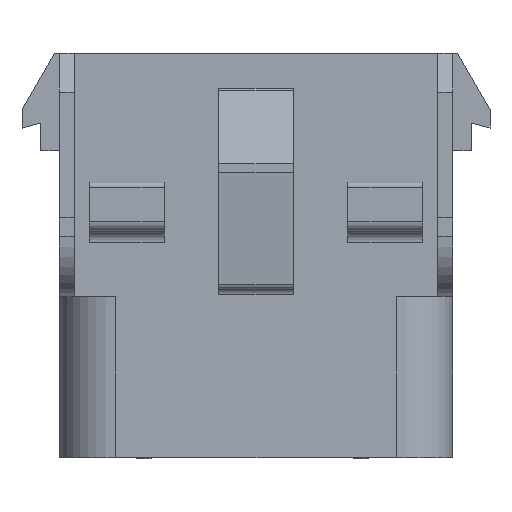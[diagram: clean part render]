
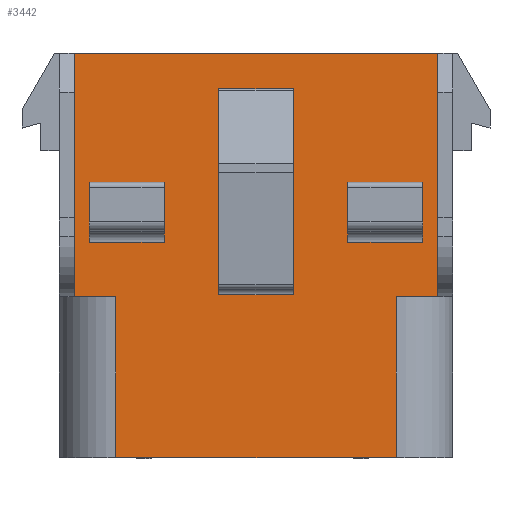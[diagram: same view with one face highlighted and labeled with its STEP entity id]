
A CAD part, left-side view. The second image highlights one B-rep face of the part: STEP entity #3442.
In plain terms, the highlighted planar face has unit normal (-1, 0, 0).
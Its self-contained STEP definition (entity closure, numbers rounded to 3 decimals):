
#84=DIRECTION('',(0.,-1.,0.));
#85=VECTOR('',#84,24.638);
#86=CARTESIAN_POINT('',(-3.81,12.319,0.));
#87=LINE('',#86,#85);
#473=DIRECTION('',(0.,0.,-1.));
#474=VECTOR('',#473,16.51);
#475=CARTESIAN_POINT('',(-3.81,-12.319,0.));
#476=LINE('',#475,#474);
#477=DIRECTION('',(0.,0.,-1.));
#478=VECTOR('',#477,10.922);
#479=CARTESIAN_POINT('',(-3.81,9.525,-16.51));
#480=LINE('',#479,#478);
#481=DIRECTION('',(0.,0.,-1.));
#482=VECTOR('',#481,16.51);
#483=CARTESIAN_POINT('',(-3.81,12.319,0.));
#484=LINE('',#483,#482);
#485=DIRECTION('',(0.,0.,-1.));
#486=VECTOR('',#485,2.032);
#487=CARTESIAN_POINT('',(-3.81,-11.303,-10.795));
#488=LINE('',#487,#486);
#489=DIRECTION('',(0.,1.,0.));
#490=VECTOR('',#489,5.08);
#491=CARTESIAN_POINT('',(-3.81,-11.303,-10.795));
#492=LINE('',#491,#490);
#493=DIRECTION('',(0.,0.,-1.));
#494=VECTOR('',#493,2.032);
#495=CARTESIAN_POINT('',(-3.81,-6.223,-10.795));
#496=LINE('',#495,#494);
#497=DIRECTION('',(0.,1.,0.));
#498=VECTOR('',#497,5.08);
#499=CARTESIAN_POINT('',(-3.81,-11.303,-12.827));
#500=LINE('',#499,#498);
#501=DIRECTION('',(0.,0.,1.));
#502=VECTOR('',#501,2.032);
#503=CARTESIAN_POINT('',(-3.81,11.303,-12.827));
#504=LINE('',#503,#502);
#505=DIRECTION('',(0.,1.,0.));
#506=VECTOR('',#505,5.08);
#507=CARTESIAN_POINT('',(-3.81,6.223,-12.827));
#508=LINE('',#507,#506);
#509=DIRECTION('',(0.,0.,1.));
#510=VECTOR('',#509,2.032);
#511=CARTESIAN_POINT('',(-3.81,6.223,-12.827));
#512=LINE('',#511,#510);
#513=DIRECTION('',(0.,1.,0.));
#514=VECTOR('',#513,5.08);
#515=CARTESIAN_POINT('',(-3.81,6.223,-10.795));
#516=LINE('',#515,#514);
#517=DIRECTION('',(0.,0.,-1.));
#518=VECTOR('',#517,2.159);
#519=CARTESIAN_POINT('',(-3.81,-2.54,-14.224));
#520=LINE('',#519,#518);
#521=DIRECTION('',(0.,1.,0.));
#522=VECTOR('',#521,5.08);
#523=CARTESIAN_POINT('',(-3.81,-2.54,-14.224));
#524=LINE('',#523,#522);
#525=DIRECTION('',(0.,0.,-1.));
#526=VECTOR('',#525,2.159);
#527=CARTESIAN_POINT('',(-3.81,2.54,-14.224));
#528=LINE('',#527,#526);
#529=DIRECTION('',(0.,1.,0.));
#530=VECTOR('',#529,5.08);
#531=CARTESIAN_POINT('',(-3.81,-2.54,-16.383));
#532=LINE('',#531,#530);
#603=DIRECTION('',(0.,-1.,0.));
#604=VECTOR('',#603,2.794);
#605=CARTESIAN_POINT('',(-3.81,12.319,-16.51));
#606=LINE('',#605,#604);
#637=DIRECTION('',(0.,-1.,0.));
#638=VECTOR('',#637,2.794);
#639=CARTESIAN_POINT('',(-3.81,-9.525,-16.51));
#640=LINE('',#639,#638);
#698=DIRECTION('',(0.,-1.,0.));
#699=VECTOR('',#698,19.05);
#700=CARTESIAN_POINT('',(-3.81,9.525,-27.432));
#701=LINE('',#700,#699);
#844=DIRECTION('',(0.,0.,-1.));
#845=VECTOR('',#844,10.922);
#846=CARTESIAN_POINT('',(-3.81,-9.525,-16.51));
#847=LINE('',#846,#845);
#2276=CARTESIAN_POINT('',(-3.81,9.525,-27.432));
#2277=CARTESIAN_POINT('',(-3.81,-9.525,-27.432));
#2278=VERTEX_POINT('',#2276);
#2279=VERTEX_POINT('',#2277);
#2324=CARTESIAN_POINT('',(-3.81,12.319,0.));
#2325=CARTESIAN_POINT('',(-3.81,12.319,-16.51));
#2326=VERTEX_POINT('',#2324);
#2327=VERTEX_POINT('',#2325);
#2332=CARTESIAN_POINT('',(-3.81,9.525,-16.51));
#2333=VERTEX_POINT('',#2332);
#2382=CARTESIAN_POINT('',(-3.81,-12.319,0.));
#2383=CARTESIAN_POINT('',(-3.81,-12.319,-16.51));
#2384=VERTEX_POINT('',#2382);
#2385=VERTEX_POINT('',#2383);
#2390=CARTESIAN_POINT('',(-3.81,-9.525,-16.51));
#2391=VERTEX_POINT('',#2390);
#2400=CARTESIAN_POINT('',(-3.81,-11.303,-10.795));
#2401=CARTESIAN_POINT('',(-3.81,-11.303,-12.827));
#2402=VERTEX_POINT('',#2400);
#2403=VERTEX_POINT('',#2401);
#2404=CARTESIAN_POINT('',(-3.81,-6.223,-10.795));
#2405=CARTESIAN_POINT('',(-3.81,-6.223,-12.827));
#2406=VERTEX_POINT('',#2404);
#2407=VERTEX_POINT('',#2405);
#2488=CARTESIAN_POINT('',(-3.81,11.303,-12.827));
#2489=CARTESIAN_POINT('',(-3.81,11.303,-10.795));
#2490=VERTEX_POINT('',#2488);
#2491=VERTEX_POINT('',#2489);
#2492=CARTESIAN_POINT('',(-3.81,6.223,-12.827));
#2493=CARTESIAN_POINT('',(-3.81,6.223,-10.795));
#2494=VERTEX_POINT('',#2492);
#2495=VERTEX_POINT('',#2493);
#2672=CARTESIAN_POINT('',(-3.81,-2.54,-14.224));
#2673=CARTESIAN_POINT('',(-3.81,-2.54,-16.383));
#2674=VERTEX_POINT('',#2672);
#2675=VERTEX_POINT('',#2673);
#2676=CARTESIAN_POINT('',(-3.81,2.54,-14.224));
#2677=CARTESIAN_POINT('',(-3.81,2.54,-16.383));
#2678=VERTEX_POINT('',#2676);
#2679=VERTEX_POINT('',#2677);
#3391=CARTESIAN_POINT('',(-3.81,13.335,0.));
#3392=DIRECTION('',(-1.,0.,0.));
#3393=DIRECTION('',(0.,-1.,0.));
#3394=AXIS2_PLACEMENT_3D('',#3391,#3392,#3393);
#3395=PLANE('',#3394);
#3397=ORIENTED_EDGE('',*,*,#3396,.T.);
#3399=ORIENTED_EDGE('',*,*,#3398,.F.);
#3401=ORIENTED_EDGE('',*,*,#3400,.T.);
#3403=ORIENTED_EDGE('',*,*,#3402,.F.);
#3405=ORIENTED_EDGE('',*,*,#3404,.F.);
#3407=ORIENTED_EDGE('',*,*,#3406,.F.);
#3408=ORIENTED_EDGE('',*,*,#3355,.F.);
#3409=ORIENTED_EDGE('',*,*,#2979,.T.);
#3410=EDGE_LOOP('',(#3397,#3399,#3401,#3403,#3405,#3407,#3408,#3409));
#3411=FACE_OUTER_BOUND('',#3410,.F.);
#3413=ORIENTED_EDGE('',*,*,#3412,.F.);
#3415=ORIENTED_EDGE('',*,*,#3414,.T.);
#3417=ORIENTED_EDGE('',*,*,#3416,.T.);
#3419=ORIENTED_EDGE('',*,*,#3418,.F.);
#3420=EDGE_LOOP('',(#3413,#3415,#3417,#3419));
#3421=FACE_BOUND('',#3420,.F.);
#3423=ORIENTED_EDGE('',*,*,#3422,.F.);
#3425=ORIENTED_EDGE('',*,*,#3424,.F.);
#3427=ORIENTED_EDGE('',*,*,#3426,.T.);
#3429=ORIENTED_EDGE('',*,*,#3428,.T.);
#3430=EDGE_LOOP('',(#3423,#3425,#3427,#3429));
#3431=FACE_BOUND('',#3430,.F.);
#3433=ORIENTED_EDGE('',*,*,#3432,.F.);
#3435=ORIENTED_EDGE('',*,*,#3434,.T.);
#3437=ORIENTED_EDGE('',*,*,#3436,.T.);
#3439=ORIENTED_EDGE('',*,*,#3438,.F.);
#3440=EDGE_LOOP('',(#3433,#3435,#3437,#3439));
#3441=FACE_BOUND('',#3440,.F.);
#3442=ADVANCED_FACE('',(#3411,#3421,#3431,#3441),#3395,.T.);
#2979=EDGE_CURVE('',#2326,#2384,#87,.T.);
#3355=EDGE_CURVE('',#2326,#2327,#484,.T.);
#3396=EDGE_CURVE('',#2384,#2385,#476,.T.);
#3398=EDGE_CURVE('',#2391,#2385,#640,.T.);
#3400=EDGE_CURVE('',#2391,#2279,#847,.T.);
#3402=EDGE_CURVE('',#2278,#2279,#701,.T.);
#3404=EDGE_CURVE('',#2333,#2278,#480,.T.);
#3406=EDGE_CURVE('',#2327,#2333,#606,.T.);
#3412=EDGE_CURVE('',#2402,#2403,#488,.T.);
#3414=EDGE_CURVE('',#2402,#2406,#492,.T.);
#3416=EDGE_CURVE('',#2406,#2407,#496,.T.);
#3418=EDGE_CURVE('',#2403,#2407,#500,.T.);
#3422=EDGE_CURVE('',#2490,#2491,#504,.T.);
#3424=EDGE_CURVE('',#2494,#2490,#508,.T.);
#3426=EDGE_CURVE('',#2494,#2495,#512,.T.);
#3428=EDGE_CURVE('',#2495,#2491,#516,.T.);
#3432=EDGE_CURVE('',#2674,#2675,#520,.T.);
#3434=EDGE_CURVE('',#2674,#2678,#524,.T.);
#3436=EDGE_CURVE('',#2678,#2679,#528,.T.);
#3438=EDGE_CURVE('',#2675,#2679,#532,.T.);
